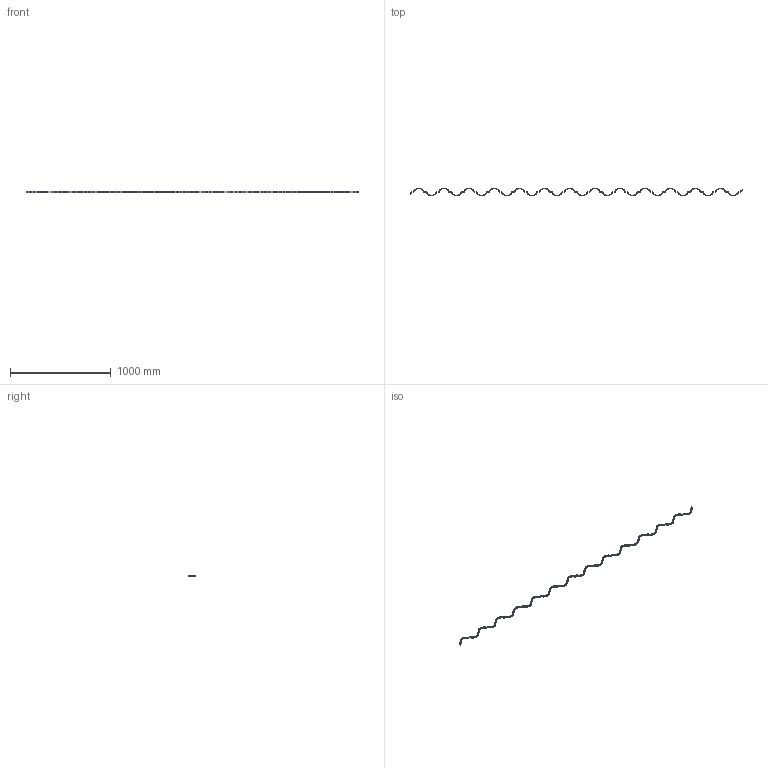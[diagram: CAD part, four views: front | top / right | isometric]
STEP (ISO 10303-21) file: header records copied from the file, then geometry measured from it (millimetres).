
FILE_DESCRIPTION (( 'STEP AP203' ), '1' );
FILE_NAME ('6903.STEP', '2023-02-20T10:40:38', ( '' ), ( '' ), 'SwSTEP 2.0', 'SolidWorks 2018', '' );
FILE_SCHEMA (( 'CONFIG_CONTROL_DESIGN' ));
Length unit declared in the file: millimetre
Products named in the file (1): 6903
Bounding box: 3300 x 75.55 x 12 mm (x, y, z)
Volume: 290793.5 mm3; surface area: 147616.1 mm2
Topology: 15 solids, 15 shells, 679 faces, 1514 edges, 884 vertices
Faces by surface type: plane 406, cylinder 164, bspline 109
Entity records: 23407 total; most frequent: CARTESIAN_POINT 8971, ORIENTED_EDGE 3028, DIRECTION 2766, EDGE_CURVE 1514, LINE 968, VECTOR 968, AXIS2_PLACEMENT_3D 899, VERTEX_POINT 884
